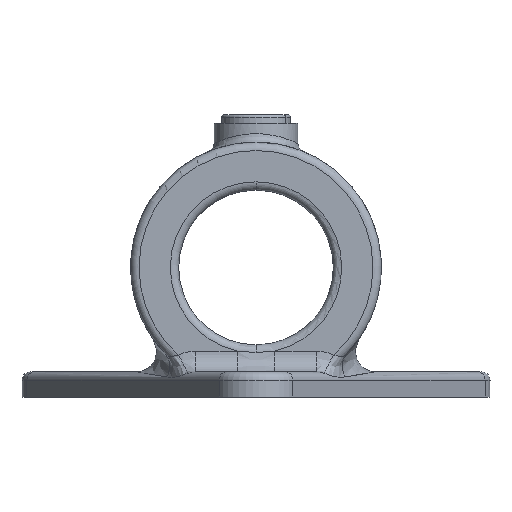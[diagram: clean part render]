
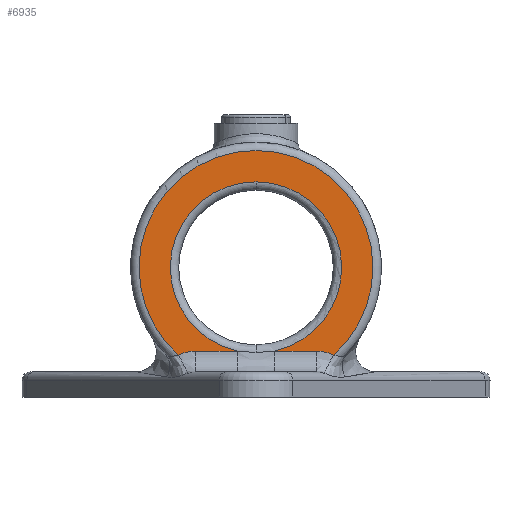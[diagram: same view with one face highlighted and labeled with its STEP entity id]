
A CAD part, front view. The second image highlights one B-rep face of the part: STEP entity #6935.
In plain terms, the highlighted planar face has unit normal (0, -1, 0).
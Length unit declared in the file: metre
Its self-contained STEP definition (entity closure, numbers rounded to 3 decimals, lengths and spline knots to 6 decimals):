
#63 = EDGE_CURVE ( 'NONE', #4410, #3312, #5005, .T. ) ;
#466 = AXIS2_PLACEMENT_3D ( 'NONE', #1676, #5512, #2761 ) ;
#483 = VERTEX_POINT ( 'NONE', #4726 ) ;
#613 = CARTESIAN_POINT ( 'NONE',  ( 0.01261, 0.036202, 0.011 ) ) ;
#642 = PLANE ( 'NONE',  #1727 ) ;
#814 = EDGE_CURVE ( 'NONE', #2416, #6942, #4163, .T. ) ;
#1036 = CARTESIAN_POINT ( 'NONE',  ( -0.018517, 0.036202, 0.009997 ) ) ;
#1078 = EDGE_CURVE ( 'NONE', #2290, #1722, #2961, .T. ) ;
#1171 = CARTESIAN_POINT ( 'NONE',  ( -0.015873, 0.036202, 0.011 ) ) ;
#1232 = CARTESIAN_POINT ( 'NONE',  ( 0.014421, 0.036202, 0.011 ) ) ;
#1237 = EDGE_CURVE ( 'NONE', #3312, #2290, #3411, .T. ) ;
#1273 = EDGE_CURVE ( 'NONE', #1722, #2416, #4870, .T. ) ;
#1309 = AXIS2_PLACEMENT_3D ( 'NONE', #3338, #3884, #4343 ) ;
#1448 = CARTESIAN_POINT ( 'NONE',  ( 0.018517, 0.036202, 0.009997 ) ) ;
#1627 = FACE_OUTER_BOUND ( 'NONE', #5398, .T. ) ;
#1676 = CARTESIAN_POINT ( 'NONE',  ( 0., 0.036202, 0.031 ) ) ;
#1700 = CARTESIAN_POINT ( 'NONE',  ( 0.01261, 0.036202, 0.011 ) ) ;
#1722 = VERTEX_POINT ( 'NONE', #1448 ) ;
#1727 = AXIS2_PLACEMENT_3D ( 'NONE', #5502, #4489, #6654 ) ;
#2140 = ORIENTED_EDGE ( 'NONE', *, *, #1273, .T. ) ;
#2191 = CARTESIAN_POINT ( 'NONE',  ( 0.0045, 0.036202, 0.011 ) ) ;
#2252 = CARTESIAN_POINT ( 'NONE',  ( 0., 0.036202, 0.031 ) ) ;
#2290 = VERTEX_POINT ( 'NONE', #6340 ) ;
#2416 = VERTEX_POINT ( 'NONE', #1036 ) ;
#2434 = CIRCLE ( 'NONE', #466, 0.0205 ) ;
#2446 = AXIS2_PLACEMENT_3D ( 'NONE', #2252, #4461, #6658 ) ;
#2684 = ORIENTED_EDGE ( 'NONE', *, *, #63, .T. ) ;
#2687 = CARTESIAN_POINT ( 'NONE',  ( -0.018517, 0.036202, 0.009997 ) ) ;
#2750 = LINE ( 'NONE', #1700, #7037 ) ;
#2761 = DIRECTION ( 'NONE',  ( 0., 0., -1. ) ) ;
#2801 = VECTOR ( 'NONE', #5577, 1. ) ;
#2961 =( BOUNDED_CURVE ( )  B_SPLINE_CURVE ( 3, ( #1232, #4426, #4524, #5679 ),
 .UNSPECIFIED., .F., .F. ) 
 B_SPLINE_CURVE_WITH_KNOTS ( ( 4, 4 ),
 ( 1.570796, 2.112813 ),
 .UNSPECIFIED. ) 
 CURVE ( )  GEOMETRIC_REPRESENTATION_ITEM ( )  RATIONAL_B_SPLINE_CURVE ( ( 1., 0.976, 0.976, 1. ) ) 
 REPRESENTATION_ITEM ( '' )  );
#3166 = ORIENTED_EDGE ( 'NONE', *, *, #1237, .T. ) ;
#3312 = VERTEX_POINT ( 'NONE', #2191 ) ;
#3318 = CARTESIAN_POINT ( 'NONE',  ( -0.017273, 0.036202, 0.010657 ) ) ;
#3338 = CARTESIAN_POINT ( 'NONE',  ( 0., 0.036202, 0.031 ) ) ;
#3379 = ORIENTED_EDGE ( 'NONE', *, *, #7005, .T. ) ;
#3411 = LINE ( 'NONE', #613, #2801 ) ;
#3821 = CARTESIAN_POINT ( 'NONE',  ( -0.014421, 0.036202, 0.011 ) ) ;
#3884 = DIRECTION ( 'NONE',  ( 0., 1., 0. ) ) ;
#4163 =( BOUNDED_CURVE ( )  B_SPLINE_CURVE ( 3, ( #2687, #3318, #1171, #3821 ),
 .UNSPECIFIED., .F., .F. ) 
 B_SPLINE_CURVE_WITH_KNOTS ( ( 4, 4 ),
 ( 1.02878, 1.570796 ),
 .UNSPECIFIED. ) 
 CURVE ( )  GEOMETRIC_REPRESENTATION_ITEM ( )  RATIONAL_B_SPLINE_CURVE ( ( 1., 0.976, 0.976, 1. ) ) 
 REPRESENTATION_ITEM ( '' )  );
#4335 = ORIENTED_EDGE ( 'NONE', *, *, #5365, .T. ) ;
#4343 = DIRECTION ( 'NONE',  ( 0., 0., -1. ) ) ;
#4410 = VERTEX_POINT ( 'NONE', #5112 ) ;
#4426 = CARTESIAN_POINT ( 'NONE',  ( 0.015873, 0.036202, 0.011 ) ) ;
#4461 = DIRECTION ( 'NONE',  ( 0., -1., 0. ) ) ;
#4489 = DIRECTION ( 'NONE',  ( 0., -1., 0. ) ) ;
#4520 = DIRECTION ( 'NONE',  ( 1., 0., 0. ) ) ;
#4524 = CARTESIAN_POINT ( 'NONE',  ( 0.017273, 0.036202, 0.010657 ) ) ;
#4726 = CARTESIAN_POINT ( 'NONE',  ( -0.0045, 0.036202, 0.011 ) ) ;
#4870 = CIRCLE ( 'NONE', #2446, 0.028 ) ;
#5005 = CIRCLE ( 'NONE', #1309, 0.0205 ) ;
#5112 = CARTESIAN_POINT ( 'NONE',  ( 0., 0.036202, 0.0515 ) ) ;
#5365 = EDGE_CURVE ( 'NONE', #483, #4410, #2434, .T. ) ;
#5398 = EDGE_LOOP ( 'NONE', ( #2140, #6534, #3379, #4335, #2684, #3166, #5777 ) ) ;
#5502 = CARTESIAN_POINT ( 'NONE',  ( 0., 0.036202, 0.031 ) ) ;
#5512 = DIRECTION ( 'NONE',  ( 0., 1., 0. ) ) ;
#5577 = DIRECTION ( 'NONE',  ( 1., 0., 0. ) ) ;
#5679 = CARTESIAN_POINT ( 'NONE',  ( 0.018517, 0.036202, 0.009997 ) ) ;
#5777 = ORIENTED_EDGE ( 'NONE', *, *, #1078, .T. ) ;
#6340 = CARTESIAN_POINT ( 'NONE',  ( 0.014421, 0.036202, 0.011 ) ) ;
#6534 = ORIENTED_EDGE ( 'NONE', *, *, #814, .T. ) ;
#6654 = DIRECTION ( 'NONE',  ( 0., 0., -1. ) ) ;
#6658 = DIRECTION ( 'NONE',  ( 0., 0., -1. ) ) ;
#6722 = CARTESIAN_POINT ( 'NONE',  ( -0.014421, 0.036202, 0.011 ) ) ;
#6935 = ADVANCED_FACE ( 'NONE', ( #1627 ), #642, .T. ) ;
#6942 = VERTEX_POINT ( 'NONE', #6722 ) ;
#7005 = EDGE_CURVE ( 'NONE', #6942, #483, #2750, .T. ) ;
#7037 = VECTOR ( 'NONE', #4520, 1. ) ;
